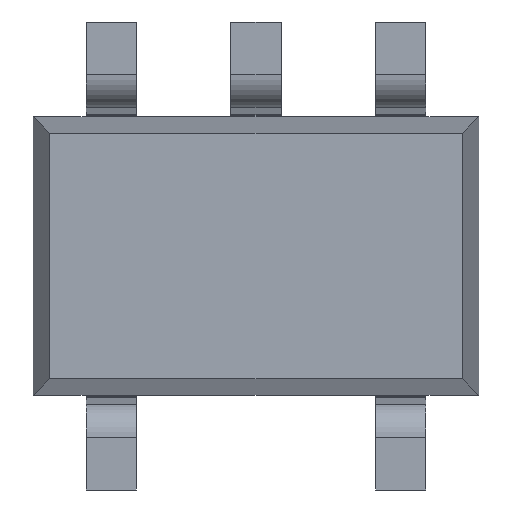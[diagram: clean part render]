
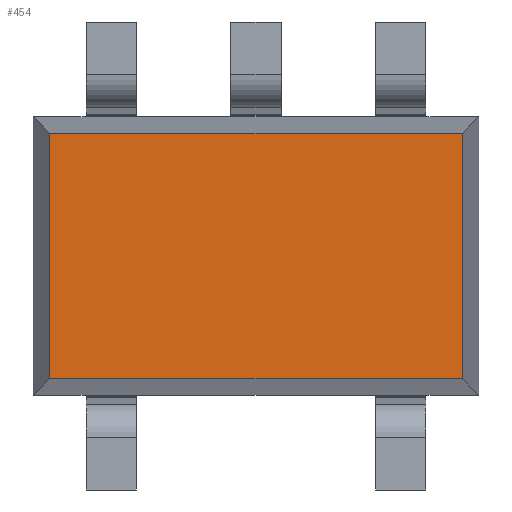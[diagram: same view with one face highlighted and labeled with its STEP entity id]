
A CAD part, front view. The second image highlights one B-rep face of the part: STEP entity #454.
In plain terms, the highlighted planar face has unit normal (0, -1, 0).
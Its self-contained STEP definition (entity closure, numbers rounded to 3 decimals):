
#35 = VERTEX_POINT ( 'NONE', #682 ) ;
#39 = VERTEX_POINT ( 'NONE', #703 ) ;
#96 = VERTEX_POINT ( 'NONE', #911 ) ;
#97 = EDGE_CURVE ( 'NONE', #102, #39, #900, .T. ) ;
#102 = VERTEX_POINT ( 'NONE', #905 ) ;
#109 = EDGE_CURVE ( 'NONE', #35, #102, #932, .T. ) ;
#123 = EDGE_CURVE ( 'NONE', #39, #96, #955, .T. ) ;
#448 = EDGE_LOOP ( 'NONE', ( #449, #459, #458, #457 ) ) ;
#449 = ORIENTED_EDGE ( 'NONE', *, *, #109, .T. ) ;
#454 = ADVANCED_FACE ( 'NONE', ( #1516 ), #1511, .T. ) ;
#457 = ORIENTED_EDGE ( 'NONE', *, *, #462, .T. ) ;
#458 = ORIENTED_EDGE ( 'NONE', *, *, #123, .T. ) ;
#459 = ORIENTED_EDGE ( 'NONE', *, *, #97, .T. ) ;
#462 = EDGE_CURVE ( 'NONE', #96, #35, #1543, .T. ) ;
#682 = CARTESIAN_POINT ( 'NONE',  ( 0.074, -0.6, -0.074 ) ) ;
#703 = CARTESIAN_POINT ( 'NONE',  ( 1.926, -0.6, -1.176 ) ) ;
#897 = DIRECTION ( 'NONE',  ( 1., 0., 0. ) ) ;
#898 = VECTOR ( 'NONE', #897, 1000. ) ;
#899 = CARTESIAN_POINT ( 'NONE',  ( 0., -0.6, -1.176 ) ) ;
#900 = LINE ( 'NONE', #899, #898 ) ;
#905 = CARTESIAN_POINT ( 'NONE',  ( 0.074, -0.6, -1.176 ) ) ;
#911 = CARTESIAN_POINT ( 'NONE',  ( 1.926, -0.6, -0.074 ) ) ;
#924 = DIRECTION ( 'NONE',  ( 0., 0., -1. ) ) ;
#925 = VECTOR ( 'NONE', #924, 1000. ) ;
#926 = CARTESIAN_POINT ( 'NONE',  ( 0.074, -0.6, 0. ) ) ;
#932 = LINE ( 'NONE', #926, #925 ) ;
#944 = CARTESIAN_POINT ( 'NONE',  ( 1.926, -0.6, 0. ) ) ;
#955 = LINE ( 'NONE', #944, #990 ) ;
#989 = DIRECTION ( 'NONE',  ( 0., 0., 1. ) ) ;
#990 = VECTOR ( 'NONE', #989, 1000. ) ;
#1457 = AXIS2_PLACEMENT_3D ( 'NONE', #1494, #1493, #1492 ) ;
#1492 = DIRECTION ( 'NONE',  ( 0., 0., -1. ) ) ;
#1493 = DIRECTION ( 'NONE',  ( 0., -1., 0. ) ) ;
#1494 = CARTESIAN_POINT ( 'NONE',  ( 0., -0.6, -1.25 ) ) ;
#1511 = PLANE ( 'NONE',  #1457 ) ;
#1516 = FACE_OUTER_BOUND ( 'NONE', #448, .T. ) ;
#1535 = DIRECTION ( 'NONE',  ( -1., 0., 0. ) ) ;
#1536 = VECTOR ( 'NONE', #1535, 1000. ) ;
#1542 = CARTESIAN_POINT ( 'NONE',  ( 0., -0.6, -0.074 ) ) ;
#1543 = LINE ( 'NONE', #1542, #1536 ) ;
